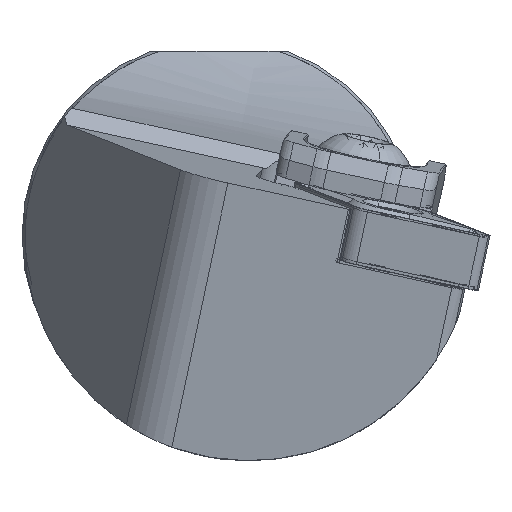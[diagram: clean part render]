
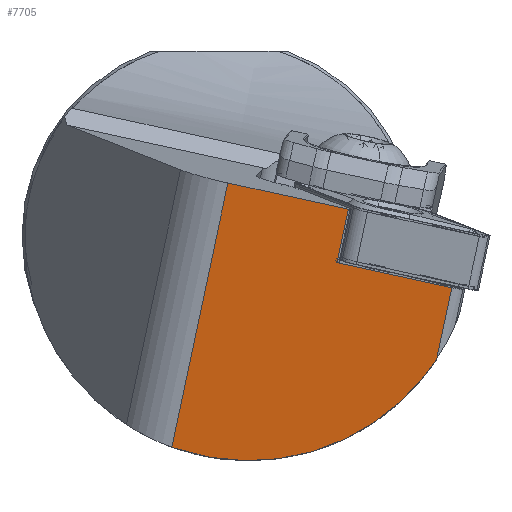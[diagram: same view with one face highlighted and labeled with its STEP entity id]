
A CAD part, left-side view. The second image highlights one B-rep face of the part: STEP entity #7705.
In plain terms, the highlighted planar face has unit normal (-0.993, 0.072, -0.091).
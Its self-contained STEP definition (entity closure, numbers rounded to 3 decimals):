
#155 = VERTEX_POINT ( 'NONE', #5914 ) ;
#222 = EDGE_CURVE ( 'NONE', #7848, #1140, #4343, .T. ) ;
#711 = VECTOR ( 'NONE', #6029, 1000. ) ;
#723 = VECTOR ( 'NONE', #6687, 1000. ) ;
#1049 = DIRECTION ( 'NONE',  ( 0.105, 0.207, -0.973 ) ) ;
#1140 = VERTEX_POINT ( 'NONE', #9570 ) ;
#1502 = VECTOR ( 'NONE', #1049, 1000. ) ;
#1566 = VECTOR ( 'NONE', #2149, 1000. ) ;
#1712 = FACE_OUTER_BOUND ( 'NONE', #2654, .T. ) ;
#1734 = VERTEX_POINT ( 'NONE', #9594 ) ;
#1965 = EDGE_CURVE ( 'NONE', #1140, #2603, #5316, .T. ) ;
#2000 = ORIENTED_EDGE ( 'NONE', *, *, #222, .T. ) ;
#2130 = VECTOR ( 'NONE', #3148, 1000. ) ;
#2149 = DIRECTION ( 'NONE',  ( 0.105, 0.207, -0.973 ) ) ;
#2346 = CARTESIAN_POINT ( 'NONE',  ( -81.287, -164.28, 773.799 ) ) ;
#2420 = ORIENTED_EDGE ( 'NONE', *, *, #4723, .T. ) ;
#2603 = VERTEX_POINT ( 'NONE', #4229 ) ;
#2639 = CARTESIAN_POINT ( 'NONE',  ( 3.379, -4.458, -20.17 ) ) ;
#2654 = EDGE_LOOP ( 'NONE', ( #5800, #2000, #7016, #6614, #2420, #5052 ) ) ;
#2664 = EDGE_CURVE ( 'NONE', #11026, #1734, #8497, .T. ) ;
#2856 = CARTESIAN_POINT ( 'NONE',  ( 1.484, -17.674, -9.989 ) ) ;
#3148 = DIRECTION ( 'NONE',  ( 0.051, 0.976, 0.213 ) ) ;
#3570 = CARTESIAN_POINT ( 'NONE',  ( -82.288, -183.387, 769.63 ) ) ;
#4018 = DIRECTION ( 'NONE',  ( 0.092, 0., -0.996 ) ) ;
#4229 = CARTESIAN_POINT ( 'NONE',  ( 1.397, -0.718, 4.304 ) ) ;
#4343 = LINE ( 'NONE', #6790, #711 ) ;
#4723 = EDGE_CURVE ( 'NONE', #155, #1734, #9411, .T. ) ;
#4741 = CARTESIAN_POINT ( 'NONE',  ( -81.287, -164.28, 773.799 ) ) ;
#4820 = CARTESIAN_POINT ( 'NONE',  ( 1.383, -0.998, 4.243 ) ) ;
#4892 = DIRECTION ( 'NONE',  ( 0.993, -0.072, 0.091 ) ) ;
#5052 = ORIENTED_EDGE ( 'NONE', *, *, #2664, .F. ) ;
#5136 = CARTESIAN_POINT ( 'NONE',  ( 0.862, -18.903, -4.203 ) ) ;
#5316 = LINE ( 'NONE', #4820, #723 ) ;
#5658 = PLANE ( 'NONE',  #8885 ) ;
#5800 = ORIENTED_EDGE ( 'NONE', *, *, #6936, .T. ) ;
#5914 = CARTESIAN_POINT ( 'NONE',  ( 3.702, 3.842, -17.149 ) ) ;
#6029 = DIRECTION ( 'NONE',  ( -0.105, -0.207, 0.973 ) ) ;
#6056 = LINE ( 'NONE', #8346, #2130 ) ;
#6614 = ORIENTED_EDGE ( 'NONE', *, *, #7590, .T. ) ;
#6687 = DIRECTION ( 'NONE',  ( 0.051, 0.976, 0.213 ) ) ;
#6790 = CARTESIAN_POINT ( 'NONE',  ( -1.452, -15.12, 23.913 ) ) ;
#6936 = EDGE_CURVE ( 'NONE', #11026, #7848, #6056, .T. ) ;
#6938 = CARTESIAN_POINT ( 'NONE',  ( 3.702, 3.842, -17.149 ) ) ;
#7016 = ORIENTED_EDGE ( 'NONE', *, *, #1965, .T. ) ;
#7590 = EDGE_CURVE ( 'NONE', #2603, #155, #8854, .T. ) ;
#7705 = ADVANCED_FACE ( 'NONE', ( #1712 ), #5658, .F. ) ;
#7848 = VERTEX_POINT ( 'NONE', #8552 ) ;
#8346 = CARTESIAN_POINT ( 'NONE',  ( 1.863, 0.204, -0.034 ) ) ;
#8497 = LINE ( 'NONE', #3570, #1502 ) ;
#8552 = CARTESIAN_POINT ( 'NONE',  ( 1.351, -9.576, -2.168 ) ) ;
#8854 = LINE ( 'NONE', #4741, #1566 ) ;
#8885 = AXIS2_PLACEMENT_3D ( 'NONE', #2346, #4892, #4018 ) ;
#9411 =( BOUNDED_CURVE ( )  B_SPLINE_CURVE ( 3, ( #6938, #2639, #9683, #2856 ),
 .UNSPECIFIED., .F., .F. ) 
 B_SPLINE_CURVE_WITH_KNOTS ( ( 4, 4 ),
 ( 3.46, 4.8 ),
 .UNSPECIFIED. ) 
 CURVE ( )  GEOMETRIC_REPRESENTATION_ITEM ( )  RATIONAL_B_SPLINE_CURVE ( ( 1., 0.856, 0.856, 1. ) ) 
 REPRESENTATION_ITEM ( '' )  );
#9570 = CARTESIAN_POINT ( 'NONE',  ( 0.885, -10.499, 2.17 ) ) ;
#9594 = CARTESIAN_POINT ( 'NONE',  ( 1.484, -17.674, -9.989 ) ) ;
#9683 = CARTESIAN_POINT ( 'NONE',  ( 2.515, -12.839, -17.381 ) ) ;
#11026 = VERTEX_POINT ( 'NONE', #5136 ) ;
